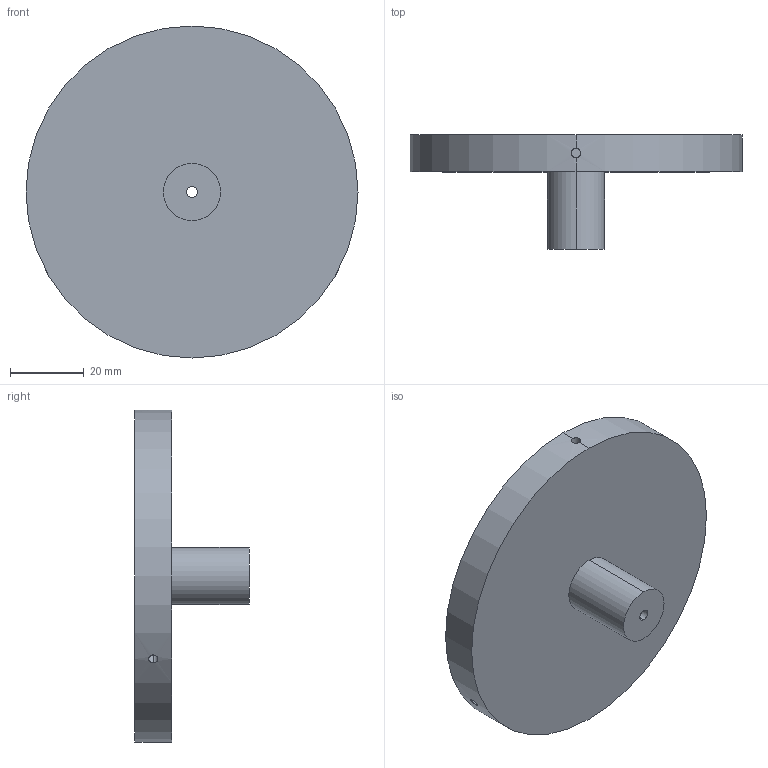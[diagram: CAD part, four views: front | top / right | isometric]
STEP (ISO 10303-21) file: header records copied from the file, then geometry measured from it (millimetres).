
FILE_DESCRIPTION (( 'STEP AP214' ), '1' );
FILE_NAME ('DRG Neck.STEP', '2025-09-25T17:05:00', ( 'Windows User' ), ( '' ), 'SwSTEP 2.0', 'SolidWorks 2023', '' );
FILE_SCHEMA (( 'AUTOMOTIVE_DESIGN' ));
Length unit declared in the file: millimetre
Products named in the file (1): DRG Neck
Bounding box: 90 x 31 x 90 mm (x, y, z)
Volume: 64523.2 mm3; surface area: 17478.8 mm2
Topology: 1 solids, 1 shells, 27 faces, 57 edges, 38 vertices
Faces by surface type: cylinder 18, plane 9
Entity records: 1165 total; most frequent: CARTESIAN_POINT 239, DIRECTION 135, ORIENTED_EDGE 114, AXIS2_PLACEMENT_3D 58, EDGE_CURVE 57, VERTEX_POINT 38, EDGE_LOOP 35, CIRCLE 30
